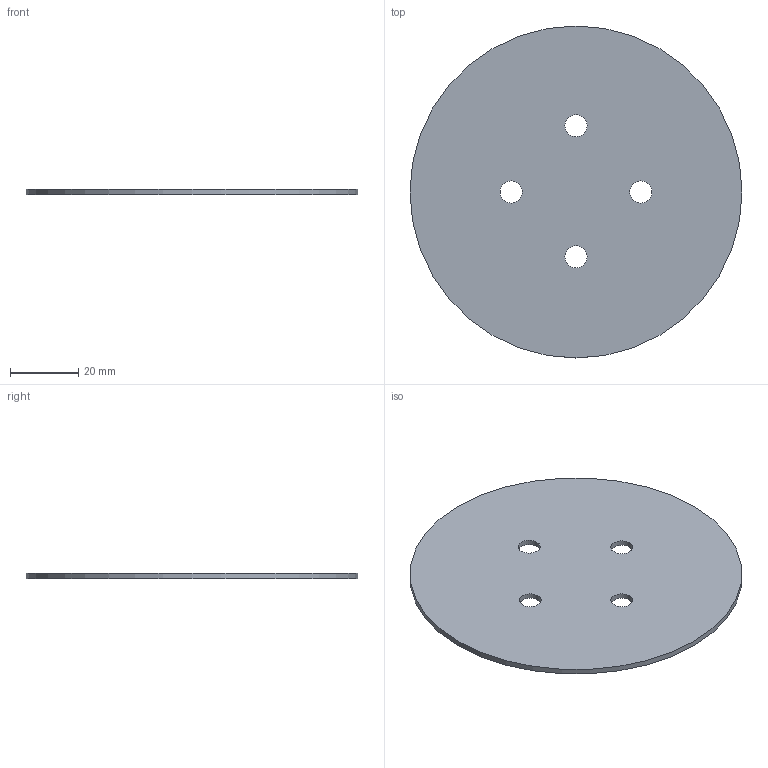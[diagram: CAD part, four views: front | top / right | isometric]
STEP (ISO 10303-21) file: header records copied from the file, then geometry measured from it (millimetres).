
FILE_DESCRIPTION(('KiCad electronic assembly'),'2;1');
FILE_NAME('Baffler01.step','2023-08-23T19:04:08',('Pcbnew'),('Kicad'), 'Open CASCADE STEP processor 7.6','KiCad to STEP converter','Unknown' );
FILE_SCHEMA(('AUTOMOTIVE_DESIGN { 1 0 10303 214 1 1 1 1 }'));
Length unit declared in the file: millimetre
Products named in the file (2): Baffler01 1; Baffler01 PCB
Assembly tree (1 placements, depth 2):
  Baffler01 1
    Baffler01 PCB
Bounding box: 97.52 x 97.52 x 1.6 mm (x, y, z)
Volume: 11738.4 mm3; surface area: 15293.9 mm2
Topology: 1 solids, 1 shells, 7 faces, 15 edges, 10 vertices
Faces by surface type: cylinder 5, plane 2
Full cylindrical faces by diameter (mm): 6.5 x4, 97.52 x1
Entity records: 457 total; most frequent: DIRECTION 73, CARTESIAN_POINT 64, ORIENTED_EDGE 30, PCURVE 30, DEFINITIONAL_REPRESENTATION 30, LINE 25, VECTOR 25, CIRCLE 20
